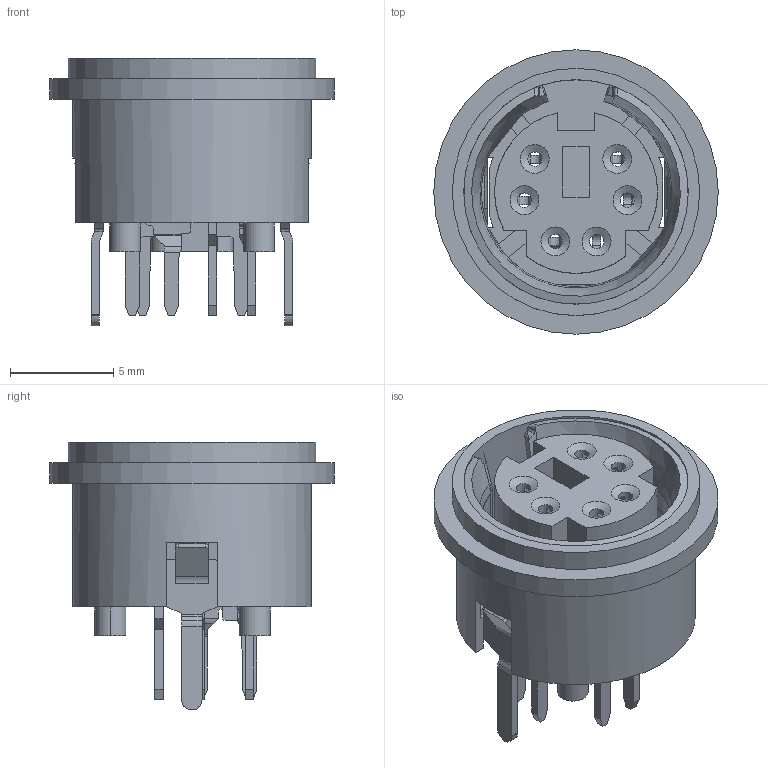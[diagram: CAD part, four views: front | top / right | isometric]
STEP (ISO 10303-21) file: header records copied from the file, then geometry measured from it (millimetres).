
FILE_DESCRIPTION( ('This file contains a STEP AP42 implementation' ,'as created by ZW3D STEP Interface translator.') ,'2;1' );
FILE_NAME( '6424-06FS0SBN01.stp' ,'231027.1058 2', (''), ('ZWCAD Software Co.'), 'Version 1.0', 'ZW3D to STEP translator', '' );
FILE_SCHEMA(('AUTOMOTIVE_DESIGN { 1 0 10303 214 1 1 1 1 }'));
Length unit declared in the file: millimetre
Products named in the file (2): 0; 6424 - 06 F XX S B N 0X_ST_6Pĸ
Bounding box: 13.8 x 13.8 x 13 mm (x, y, z)
Volume: 640.4 mm3; surface area: 1895.5 mm2
Topology: 2 solids, 2 shells, 719 faces, 2171 edges, 1409 vertices
Faces by surface type: plane 468, cylinder 205, bspline 40, cone 6
Full cylindrical faces by diameter (mm): 0.7 x6, 1.5 x2, 10.9 x1, 11.6 x1, 12 x1, 13.8 x1
Entity records: 29847 total; most frequent: CARTESIAN_POINT 9843, ORIENTED_EDGE 4394, DIRECTION 3698, EDGE_CURVE 2169, VECTOR 1520, LINE 1520, VERTEX_POINT 1409, AXIS2_PLACEMENT_3D 1089
